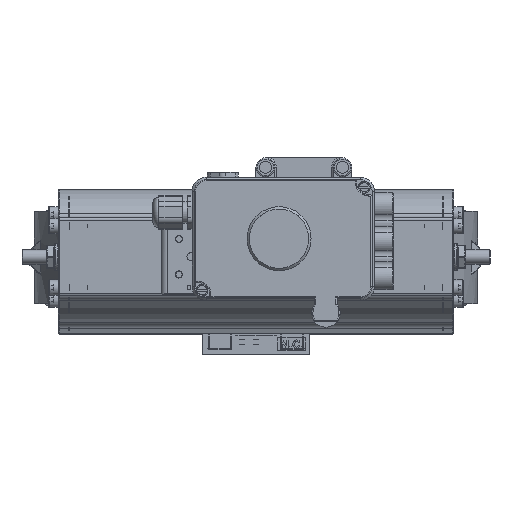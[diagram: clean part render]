
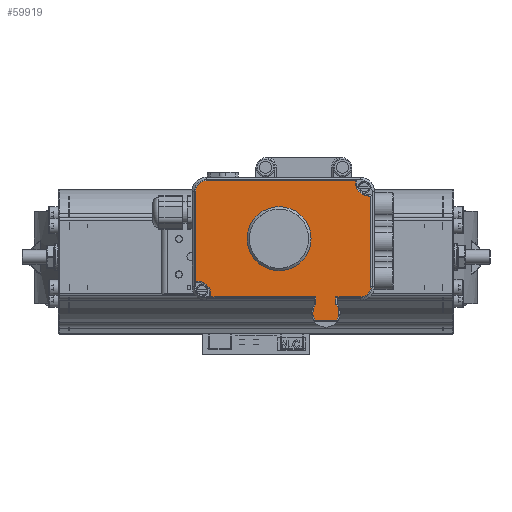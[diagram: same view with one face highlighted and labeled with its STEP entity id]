
A CAD part, top view. The second image highlights one B-rep face of the part: STEP entity #59919.
In plain terms, the highlighted face is planar.
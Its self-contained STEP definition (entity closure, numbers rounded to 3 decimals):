
#55189=CARTESIAN_POINT('',(67.5,-34.,584.));
#55190=VERTEX_POINT('',#55189);
#55191=CARTESIAN_POINT('',(67.5,-40.686,584.));
#55192=VERTEX_POINT('',#55191);
#55193=CARTESIAN_POINT('',(67.5,-34.,584.));
#55194=DIRECTION('',(0.0,-1.0,0.0));
#55195=VECTOR('',#55194,6.686);
#55196=LINE('',#55193,#55195);
#55197=EDGE_CURVE('',#55190,#55192,#55196,.T.);
#55233=CARTESIAN_POINT('',(88.,-34.,584.));
#55234=VERTEX_POINT('',#55233);
#55242=CARTESIAN_POINT('',(88.,-34.,584.));
#55243=DIRECTION('',(-1.0,0.0,0.0));
#55244=VECTOR('',#55243,20.5);
#55245=LINE('',#55242,#55244);
#55246=EDGE_CURVE('',#55234,#55190,#55245,.T.);
#55259=CARTESIAN_POINT('',(97.0,-25.,584.));
#55260=VERTEX_POINT('',#55259);
#55268=CARTESIAN_POINT('',(88.,-25.,584.));
#55269=DIRECTION('',(0.,0.,-1.0));
#55270=DIRECTION('',(0.707,-0.707,0.));
#55271=AXIS2_PLACEMENT_3D('',#55268,#55269,#55270);
#55272=CIRCLE('',#55271,9.0);
#55273=EDGE_CURVE('',#55260,#55234,#55272,.T.);
#55283=CARTESIAN_POINT('',(50.005,-54.,584.));
#55284=VERTEX_POINT('',#55283);
#55292=CARTESIAN_POINT('',(50.5,-40.686,584.));
#55293=VERTEX_POINT('',#55292);
#55294=CARTESIAN_POINT('',(59.,-47.669,584.));
#55295=DIRECTION('',(0.0,0.0,-1.0));
#55296=DIRECTION('',(-1.0,0.0,0.0));
#55297=AXIS2_PLACEMENT_3D('',#55294,#55295,#55296);
#55298=CIRCLE('',#55297,11.0);
#55299=EDGE_CURVE('',#55284,#55293,#55298,.T.);
#55328=CARTESIAN_POINT('',(95.,51.,584.));
#55329=VERTEX_POINT('',#55328);
#55337=CARTESIAN_POINT('',(97.,51.,584.));
#55338=VERTEX_POINT('',#55337);
#55339=CARTESIAN_POINT('',(95.,51.,584.));
#55340=DIRECTION('',(1.0,0.0,0.0));
#55341=VECTOR('',#55340,2.0);
#55342=LINE('',#55339,#55341);
#55343=EDGE_CURVE('',#55329,#55338,#55342,.T.);
#55360=CARTESIAN_POINT('',(50.5,-34.,584.));
#55361=VERTEX_POINT('',#55360);
#55362=CARTESIAN_POINT('',(50.5,-40.686,584.));
#55363=DIRECTION('',(0.0,1.0,0.0));
#55364=VECTOR('',#55363,6.686);
#55365=LINE('',#55362,#55364);
#55366=EDGE_CURVE('',#55293,#55361,#55365,.T.);
#55387=CARTESIAN_POINT('',(84.,62.,584.));
#55388=VERTEX_POINT('',#55387);
#55396=CARTESIAN_POINT('',(95.,62.0,584.));
#55397=DIRECTION('',(0.,0.,1.0));
#55398=DIRECTION('',(-0.707,-0.707,0.));
#55399=AXIS2_PLACEMENT_3D('',#55396,#55397,#55398);
#55400=CIRCLE('',#55399,11.);
#55401=EDGE_CURVE('',#55388,#55329,#55400,.T.);
#55411=CARTESIAN_POINT('',(-38.,-34.,584.));
#55412=VERTEX_POINT('',#55411);
#55422=CARTESIAN_POINT('',(50.5,-34.,584.));
#55423=DIRECTION('',(-1.0,0.0,0.0));
#55424=VECTOR('',#55423,88.5);
#55425=LINE('',#55422,#55424);
#55426=EDGE_CURVE('',#55361,#55412,#55425,.T.);
#55437=CARTESIAN_POINT('',(-42.,64.,584.));
#55438=VERTEX_POINT('',#55437);
#55446=CARTESIAN_POINT('',(84.,64.,584.));
#55447=VERTEX_POINT('',#55446);
#55448=CARTESIAN_POINT('',(-42.,64.,584.));
#55449=DIRECTION('',(1.0,0.0,0.0));
#55450=VECTOR('',#55449,126.);
#55451=LINE('',#55448,#55450);
#55452=EDGE_CURVE('',#55438,#55447,#55451,.T.);
#55469=CARTESIAN_POINT('',(-38.,-32.,584.));
#55470=VERTEX_POINT('',#55469);
#55478=CARTESIAN_POINT('',(-49.,-21.,584.));
#55479=VERTEX_POINT('',#55478);
#55480=CARTESIAN_POINT('',(-49.,-32.,584.));
#55481=DIRECTION('',(0.,0.,1.0));
#55482=DIRECTION('',(0.707,0.707,0.));
#55483=AXIS2_PLACEMENT_3D('',#55480,#55481,#55482);
#55484=CIRCLE('',#55483,11.);
#55485=EDGE_CURVE('',#55470,#55479,#55484,.T.);
#55505=CARTESIAN_POINT('',(-51.,55.,584.));
#55506=VERTEX_POINT('',#55505);
#55514=CARTESIAN_POINT('',(-42.,55.,584.));
#55515=DIRECTION('',(0.,0.,-1.0));
#55516=DIRECTION('',(-0.707,0.707,0.));
#55517=AXIS2_PLACEMENT_3D('',#55514,#55515,#55516);
#55518=CIRCLE('',#55517,9.0);
#55519=EDGE_CURVE('',#55506,#55438,#55518,.T.);
#55529=CARTESIAN_POINT('',(-51.,-21.,584.));
#55530=VERTEX_POINT('',#55529);
#55538=CARTESIAN_POINT('',(-51.,-21.,584.));
#55539=DIRECTION('',(0.0,1.0,0.0));
#55540=VECTOR('',#55539,76.);
#55541=LINE('',#55538,#55540);
#55542=EDGE_CURVE('',#55530,#55506,#55541,.T.);
#55557=CARTESIAN_POINT('',(84.,64.,584.));
#55558=DIRECTION('',(0.0,-1.0,0.0));
#55559=VECTOR('',#55558,2.);
#55560=LINE('',#55557,#55559);
#55561=EDGE_CURVE('',#55447,#55388,#55560,.T.);
#55574=CARTESIAN_POINT('',(97.,51.,584.));
#55575=DIRECTION('',(0.0,-1.0,0.0));
#55576=VECTOR('',#55575,76.);
#55577=LINE('',#55574,#55576);
#55578=EDGE_CURVE('',#55338,#55260,#55577,.T.);
#55804=CARTESIAN_POINT('',(-49.,-21.,584.));
#55805=DIRECTION('',(-1.0,0.0,0.0));
#55806=VECTOR('',#55805,2.);
#55807=LINE('',#55804,#55806);
#55808=EDGE_CURVE('',#55479,#55530,#55807,.T.);
#55847=CARTESIAN_POINT('',(67.995,-54.,584.));
#55848=VERTEX_POINT('',#55847);
#55858=CARTESIAN_POINT('',(59.,-47.669,584.));
#55859=DIRECTION('',(0.0,0.0,-1.0));
#55860=DIRECTION('',(1.0,0.0,0.0));
#55861=AXIS2_PLACEMENT_3D('',#55858,#55859,#55860);
#55862=CIRCLE('',#55861,11.0);
#55863=EDGE_CURVE('',#55192,#55848,#55862,.T.);
#55948=CARTESIAN_POINT('',(67.995,-54.,584.));
#55949=DIRECTION('',(-1.0,0.0,0.0));
#55950=VECTOR('',#55949,17.99);
#55951=LINE('',#55948,#55950);
#55952=EDGE_CURVE('',#55848,#55284,#55951,.T.);
#56000=CARTESIAN_POINT('',(-38.,-34.,584.));
#56001=DIRECTION('',(0.0,1.0,0.0));
#56002=VECTOR('',#56001,2.);
#56003=LINE('',#56000,#56002);
#56004=EDGE_CURVE('',#55412,#55470,#56003,.T.);
#59883=CARTESIAN_POINT('',(23.,15.,584.));
#59884=DIRECTION('',(0.0,0.0,1.0));
#59885=DIRECTION('',(1.0,0.0,0.0));
#59886=AXIS2_PLACEMENT_3D('',#59883,#59884,#59885);
#59887=PLANE('',#59886);
#59888=ORIENTED_EDGE('',*,*,#55542,.F.);
#59889=ORIENTED_EDGE('',*,*,#55808,.F.);
#59890=ORIENTED_EDGE('',*,*,#55485,.F.);
#59891=ORIENTED_EDGE('',*,*,#56004,.F.);
#59892=ORIENTED_EDGE('',*,*,#55426,.F.);
#59893=ORIENTED_EDGE('',*,*,#55366,.F.);
#59894=ORIENTED_EDGE('',*,*,#55299,.F.);
#59895=ORIENTED_EDGE('',*,*,#55952,.F.);
#59896=ORIENTED_EDGE('',*,*,#55863,.F.);
#59897=ORIENTED_EDGE('',*,*,#55197,.F.);
#59898=ORIENTED_EDGE('',*,*,#55246,.F.);
#59899=ORIENTED_EDGE('',*,*,#55273,.F.);
#59900=ORIENTED_EDGE('',*,*,#55578,.F.);
#59901=ORIENTED_EDGE('',*,*,#55343,.F.);
#59902=ORIENTED_EDGE('',*,*,#55401,.F.);
#59903=ORIENTED_EDGE('',*,*,#55561,.F.);
#59904=ORIENTED_EDGE('',*,*,#55452,.F.);
#59905=ORIENTED_EDGE('',*,*,#55519,.F.);
#59906=EDGE_LOOP('',(#59888,#59889,#59890,#59891,#59892,#59893,#59894,#59895,#59896,#59897,#59898,#59899,#59900,#59901,#59902,#59903,#59904,#59905));
#59907=FACE_OUTER_BOUND('',#59906,.T.);
#59908=CARTESIAN_POINT('',(46.5,15.,584.));
#59909=VERTEX_POINT('',#59908);
#59910=CARTESIAN_POINT('',(19.5,15.,584.));
#59911=DIRECTION('',(0.0,0.0,1.0));
#59912=DIRECTION('',(-1.0,0.0,0.0));
#59913=AXIS2_PLACEMENT_3D('',#59910,#59911,#59912);
#59914=CIRCLE('',#59913,27.0);
#59915=EDGE_CURVE('',#59909,#59909,#59914,.T.);
#59916=ORIENTED_EDGE('',*,*,#59915,.F.);
#59917=EDGE_LOOP('',(#59916));
#59918=FACE_BOUND('',#59917,.T.);
#59919=ADVANCED_FACE('',(#59907,#59918),#59887,.T.);
